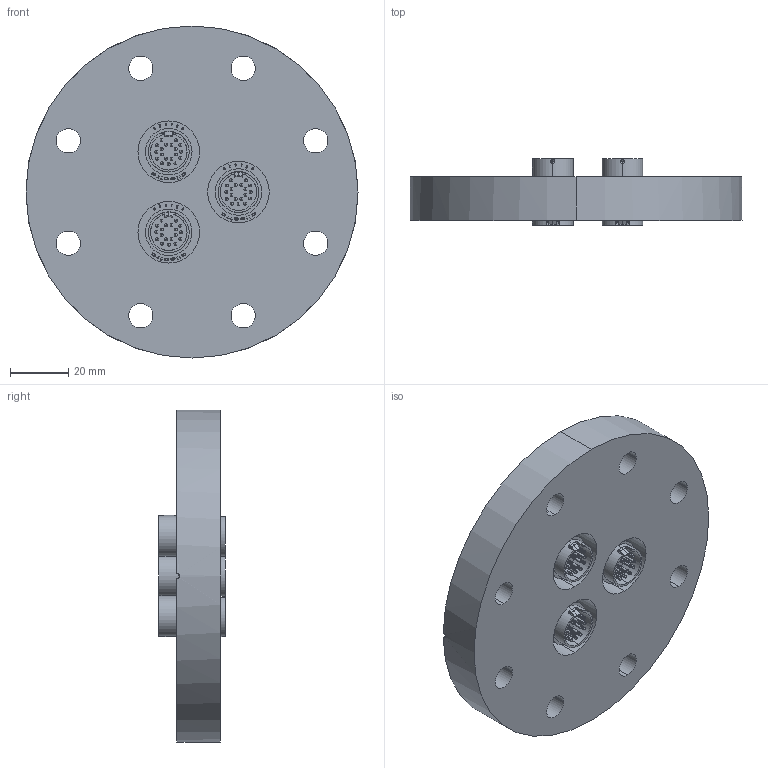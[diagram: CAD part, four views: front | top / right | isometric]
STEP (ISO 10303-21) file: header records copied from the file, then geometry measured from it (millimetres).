
FILE_DESCRIPTION (( 'STEP AP214' ), '1' );
FILE_NAME ('220-CM19-C63-3.STEP', '2020-09-23T06:55:54', ( '' ), ( '' ), 'SwSTEP 2.0', 'SolidWorks 2017', '' );
FILE_SCHEMA (( 'AUTOMOTIVE_DESIGN' ));
Length unit declared in the file: millimetre
Products named in the file (6): 220-CM19-C63-3; 220-CM19_220-CM19; 9220-CM-GLASS19-PLATE; 9220-PIN-FENI_pin vergd; 9220-CM-W-V0914_Einbuchtung-neu; 9220-CMX-C63-X_9220-CMX-C63-3
Assembly tree (25 placements, depth 3):
  220-CM19-C63-3
    9220-CMX-C63-X_9220-CMX-C63-3
    220-CM19_220-CM19  x3
      9220-CM-W-V0914_Einbuchtung-neu
      9220-CM-GLASS19-PLATE
      9220-PIN-FENI_pin vergd
Bounding box: 114.3 x 22.9 x 114.3 mm (x, y, z)
Volume: 133362 mm3; surface area: 43216.9 mm2
Topology: 64 solids, 64 shells, 1215 faces, 3356 edges, 2116 vertices
Faces by surface type: plane 331, cylinder 319, bspline 297, sphere 228, torus 21, cone 19
Entity records: 16053 total; most frequent: CARTESIAN_POINT 8101, ORIENTED_EDGE 1712, DIRECTION 1339, EDGE_CURVE 856, VERTEX_POINT 568, AXIS2_PLACEMENT_3D 460, LINE 419, VECTOR 419
